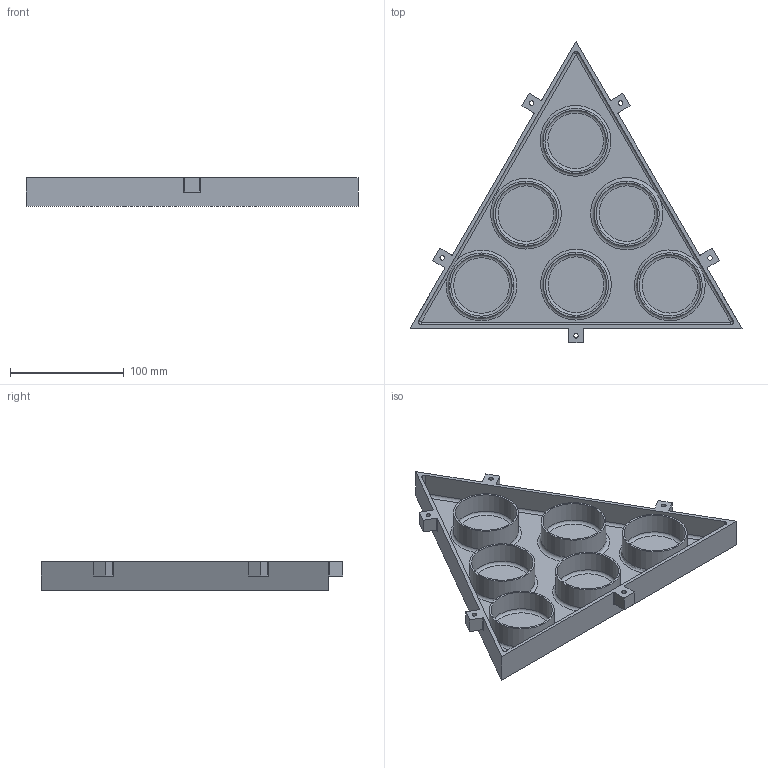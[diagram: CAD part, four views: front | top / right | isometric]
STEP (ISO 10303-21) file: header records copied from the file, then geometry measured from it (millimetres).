
FILE_DESCRIPTION(/* description */ (''),/* implementation_level */ '2;1');
FILE_NAME(/* name */ 'Sw200 Tripod Storage v1.step',/* time_stamp */ '2025-08-24T08:31:56-05:00',/* author */ (''),/* organization */ (''),/* preprocessor_version */ 'ST-DEVELOPER v20.1',/* originating_system */ 'Autodesk Translation Framework v14.10.0.0',/* authorisation */ '');
FILE_SCHEMA (('AUTOMOTIVE_DESIGN { 1 0 10303 214 3 1 1 }'));
Length unit declared in the file: inch
Products named in the file (1): Sw200 Tripod Storage
Bounding box: 292.1 x 265.67 x 25.4 mm (x, y, z)
Volume: 255034.1 mm3; surface area: 159871.5 mm2
Topology: 1 solids, 1 shells, 94 faces, 227 edges, 145 vertices
Faces by surface type: plane 41, cylinder 38, torus 12, sphere 3
Full cylindrical faces by diameter (mm): 4 x5, 53.975 x6, 57.15 x6
Entity records: 2872 total; most frequent: CARTESIAN_POINT 526, DIRECTION 519, ORIENTED_EDGE 454, EDGE_CURVE 227, AXIS2_PLACEMENT_3D 200, VERTEX_POINT 145, LINE 119, VECTOR 119
